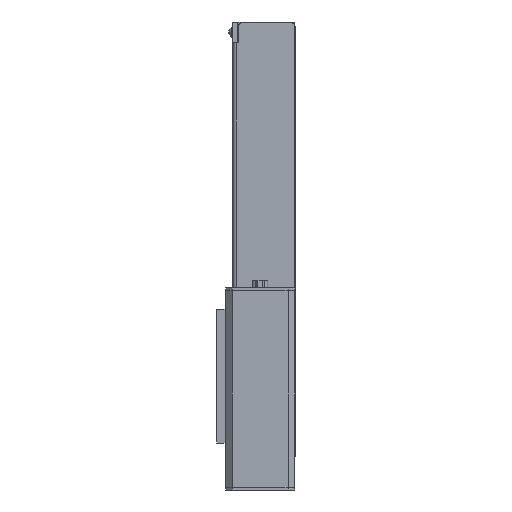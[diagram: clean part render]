
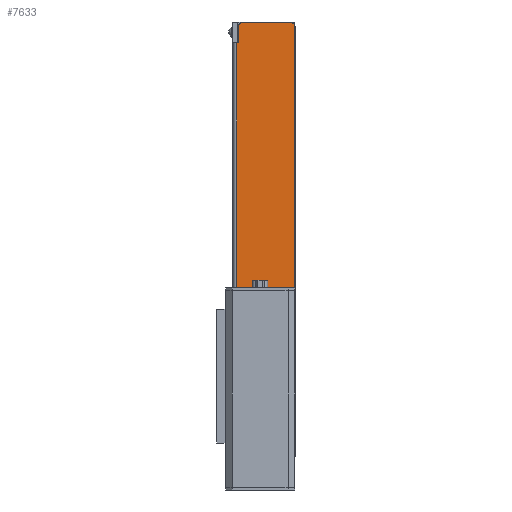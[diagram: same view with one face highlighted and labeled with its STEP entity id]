
A CAD part, left-side view. The second image highlights one B-rep face of the part: STEP entity #7633.
In plain terms, the highlighted planar face has unit normal (-1, 0, 0).
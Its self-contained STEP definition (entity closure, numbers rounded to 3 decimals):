
#307 = VERTEX_POINT ( 'NONE', #14717 ) ;
#909 = CARTESIAN_POINT ( 'NONE',  ( -51.27, -19., 264.2 ) ) ;
#1099 = CARTESIAN_POINT ( 'NONE',  ( -51.27, -21., 308.673 ) ) ;
#1561 = ORIENTED_EDGE ( 'NONE', *, *, #3371, .F. ) ;
#2182 = ORIENTED_EDGE ( 'NONE', *, *, #6200, .T. ) ;
#2224 = FACE_OUTER_BOUND ( 'NONE', #2408, .T. ) ;
#2329 = VECTOR ( 'NONE', #10958, 1000. ) ;
#2408 = EDGE_LOOP ( 'NONE', ( #9134, #6439, #12112, #16409, #1561, #2182, #20237, #5421, #8046 ) ) ;
#2524 = VECTOR ( 'NONE', #16402, 1000. ) ;
#2902 = DIRECTION ( 'NONE',  ( -1., 0., 0. ) ) ;
#3371 = EDGE_CURVE ( 'NONE', #10481, #16032, #5712, .T. ) ;
#3982 = CARTESIAN_POINT ( 'NONE',  ( -51.27, 14.125, 264.2 ) ) ;
#4872 = CARTESIAN_POINT ( 'NONE',  ( -51.27, -21., 262.2 ) ) ;
#5038 = LINE ( 'NONE', #11901, #9692 ) ;
#5086 = CARTESIAN_POINT ( 'NONE',  ( -51.27, 11., 262.2 ) ) ;
#5130 = DIRECTION ( 'NONE',  ( 0., 0., -1. ) ) ;
#5202 = DIRECTION ( 'NONE',  ( 0., 0., -1. ) ) ;
#5233 = EDGE_CURVE ( 'NONE', #18101, #20891, #14184, .T. ) ;
#5421 = ORIENTED_EDGE ( 'NONE', *, *, #8855, .T. ) ;
#5545 = CARTESIAN_POINT ( 'NONE',  ( -51.27, 14.125, 308.673 ) ) ;
#5712 = LINE ( 'NONE', #3982, #2329 ) ;
#6200 = EDGE_CURVE ( 'NONE', #10481, #18101, #6367, .T. ) ;
#6355 = VERTEX_POINT ( 'NONE', #8841 ) ;
#6367 = CIRCLE ( 'NONE', #21639, 2. ) ;
#6439 = ORIENTED_EDGE ( 'NONE', *, *, #21228, .T. ) ;
#6841 = CARTESIAN_POINT ( 'NONE',  ( -51.27, -19., 12. ) ) ;
#6862 = DIRECTION ( 'NONE',  ( 0., -1., 0. ) ) ;
#6927 = CIRCLE ( 'NONE', #19647, 2. ) ;
#7136 = VECTOR ( 'NONE', #13050, 1000. ) ;
#7386 = CARTESIAN_POINT ( 'NONE',  ( -51.27, 14.125, 252. ) ) ;
#7471 = DIRECTION ( 'NONE',  ( 1., 0., 0. ) ) ;
#7633 = ADVANCED_FACE ( 'NONE', ( #2224 ), #17651, .F. ) ;
#7841 = CARTESIAN_POINT ( 'NONE',  ( -51.27, 14.125, 10. ) ) ;
#8046 = ORIENTED_EDGE ( 'NONE', *, *, #14857, .T. ) ;
#8841 = CARTESIAN_POINT ( 'NONE',  ( -51.27, -19., 10. ) ) ;
#8855 = EDGE_CURVE ( 'NONE', #20891, #13848, #9841, .T. ) ;
#8885 = EDGE_CURVE ( 'NONE', #21394, #6355, #5038, .T. ) ;
#9054 = DIRECTION ( 'NONE',  ( 0., 0., -1. ) ) ;
#9063 = CARTESIAN_POINT ( 'NONE',  ( -51.27, 13., 262.2 ) ) ;
#9134 = ORIENTED_EDGE ( 'NONE', *, *, #8885, .T. ) ;
#9605 = VECTOR ( 'NONE', #21113, 1000. ) ;
#9692 = VECTOR ( 'NONE', #6862, 1000. ) ;
#9841 = LINE ( 'NONE', #16812, #7136 ) ;
#10004 = CIRCLE ( 'NONE', #14750, 2. ) ;
#10481 = VERTEX_POINT ( 'NONE', #17366 ) ;
#10958 = DIRECTION ( 'NONE',  ( 0., -1., 0. ) ) ;
#11760 = CARTESIAN_POINT ( 'NONE',  ( -51.27, 14.125, 308.673 ) ) ;
#11901 = CARTESIAN_POINT ( 'NONE',  ( -51.27, 14.125, 10. ) ) ;
#12112 = ORIENTED_EDGE ( 'NONE', *, *, #16600, .F. ) ;
#12999 = LINE ( 'NONE', #1099, #2524 ) ;
#13050 = DIRECTION ( 'NONE',  ( 0., 1., 0. ) ) ;
#13848 = VERTEX_POINT ( 'NONE', #7386 ) ;
#13978 = CARTESIAN_POINT ( 'NONE',  ( -51.27, 13., 252. ) ) ;
#14184 = LINE ( 'NONE', #21224, #9605 ) ;
#14717 = CARTESIAN_POINT ( 'NONE',  ( -51.27, -21., 12. ) ) ;
#14750 = AXIS2_PLACEMENT_3D ( 'NONE', #6841, #20748, #5130 ) ;
#14857 = EDGE_CURVE ( 'NONE', #13848, #21394, #21881, .T. ) ;
#15729 = EDGE_CURVE ( 'NONE', #16711, #16032, #6927, .T. ) ;
#16032 = VERTEX_POINT ( 'NONE', #909 ) ;
#16036 = VECTOR ( 'NONE', #20517, 1000. ) ;
#16365 = DIRECTION ( 'NONE',  ( 0., 0., -1. ) ) ;
#16402 = DIRECTION ( 'NONE',  ( 0., 0., -1. ) ) ;
#16409 = ORIENTED_EDGE ( 'NONE', *, *, #15729, .T. ) ;
#16600 = EDGE_CURVE ( 'NONE', #16711, #307, #12999, .T. ) ;
#16711 = VERTEX_POINT ( 'NONE', #4872 ) ;
#16812 = CARTESIAN_POINT ( 'NONE',  ( -51.27, 14.125, 252. ) ) ;
#17366 = CARTESIAN_POINT ( 'NONE',  ( -51.27, 11., 264.2 ) ) ;
#17651 = PLANE ( 'NONE',  #19156 ) ;
#18101 = VERTEX_POINT ( 'NONE', #9063 ) ;
#18537 = CARTESIAN_POINT ( 'NONE',  ( -51.27, -19., 262.2 ) ) ;
#19156 = AXIS2_PLACEMENT_3D ( 'NONE', #5545, #7471, #9054 ) ;
#19647 = AXIS2_PLACEMENT_3D ( 'NONE', #18537, #2902, #16365 ) ;
#20237 = ORIENTED_EDGE ( 'NONE', *, *, #5233, .T. ) ;
#20517 = DIRECTION ( 'NONE',  ( 0., 0., -1. ) ) ;
#20748 = DIRECTION ( 'NONE',  ( -1., 0., 0. ) ) ;
#20818 = DIRECTION ( 'NONE',  ( -1., 0., 0. ) ) ;
#20891 = VERTEX_POINT ( 'NONE', #13978 ) ;
#21113 = DIRECTION ( 'NONE',  ( 0., 0., -1. ) ) ;
#21224 = CARTESIAN_POINT ( 'NONE',  ( -51.27, 13., 308.673 ) ) ;
#21228 = EDGE_CURVE ( 'NONE', #6355, #307, #10004, .T. ) ;
#21394 = VERTEX_POINT ( 'NONE', #7841 ) ;
#21639 = AXIS2_PLACEMENT_3D ( 'NONE', #5086, #20818, #5202 ) ;
#21881 = LINE ( 'NONE', #11760, #16036 ) ;
